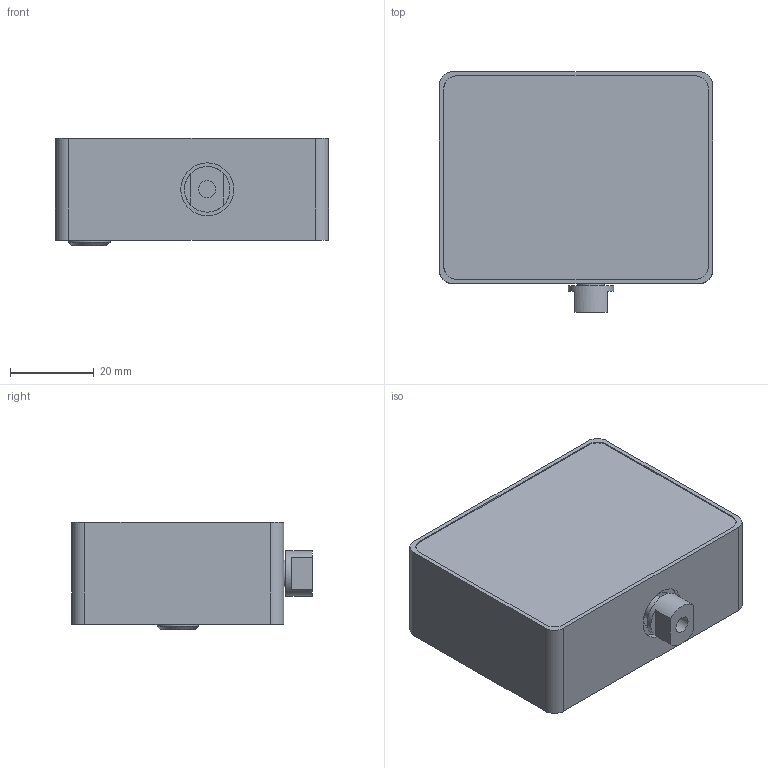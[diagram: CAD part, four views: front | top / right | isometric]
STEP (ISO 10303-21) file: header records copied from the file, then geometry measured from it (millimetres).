
FILE_DESCRIPTION((''),'2;1');
FILE_NAME('LRF400 Lemo.stp','2010-09-24T13:16:14',('thomasl'),(''),'Autodesk Inventor 2008','Autodesk Inventor 2008','');
FILE_SCHEMA(('AUTOMOTIVE_DESIGN { 1 0 10303 214 1 1 1 1 }'));
Length unit declared in the file: inch
Products named in the file (2): LRF400 Lemo; ~$F1649-B
Assembly tree (1 placements, depth 2):
  LRF400 Lemo
    ~$F1649-B
Bounding box: 65.41 x 57.66 x 25.65 mm (x, y, z)
Volume: 79222.1 mm3; surface area: 14349.9 mm2
Topology: 1 solids, 2 shells, 85 faces, 174 edges, 116 vertices
Faces by surface type: plane 42, cylinder 37, cone 4, torus 2
Full cylindrical faces by diameter (mm): 0.711 x4, 1.016 x4, 1.27 x4, 2.057 x1, 4.089 x4, 4.445 x1, 4.572 x1, 6.35 x1, 6.985 x1, 8.382 x1, 9.525 x1, 9.906 x1, 10.922 x1, 12.7 x1
Entity records: 2072 total; most frequent: DIRECTION 388, CARTESIAN_POINT 326, ORIENTED_EDGE 264, AXIS2_PLACEMENT_3D 168, EDGE_LOOP 140, EDGE_CURVE 132, VERTEX_POINT 106, FACE_OUTER_BOUND 85
